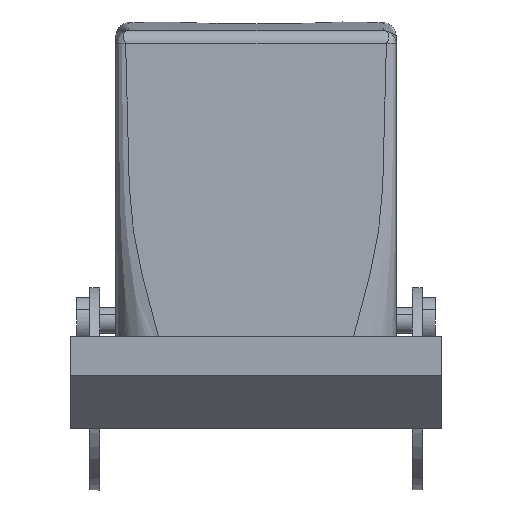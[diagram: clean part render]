
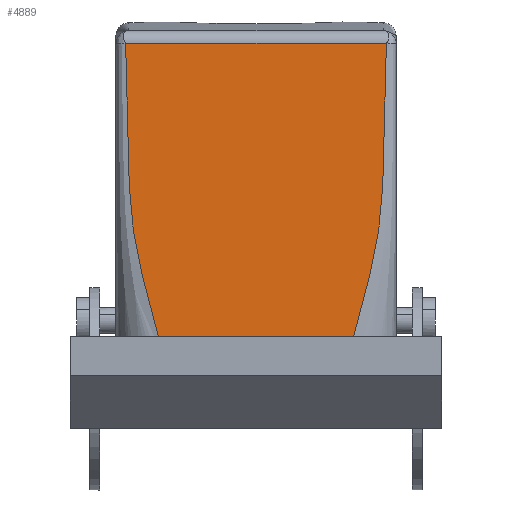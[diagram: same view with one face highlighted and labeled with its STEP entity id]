
A CAD part, front view. The second image highlights one B-rep face of the part: STEP entity #4889.
In plain terms, the highlighted planar face has unit normal (0, -1, 0.013).
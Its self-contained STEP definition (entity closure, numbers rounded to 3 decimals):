
#4864=AXIS2_PLACEMENT_3D('Plane Axis2P3D',#4861,#4862,#4863) ;
#3028=CARTESIAN_POINT('Vertex',(48.501,18.637,68.467)) ;
#3032=CARTESIAN_POINT('Control Point',(48.501,18.637,68.467)) ;
#3033=CARTESIAN_POINT('Control Point',(48.501,18.637,68.45)) ;
#3034=CARTESIAN_POINT('Control Point',(48.501,18.637,68.433)) ;
#3035=CARTESIAN_POINT('Control Point',(48.501,18.636,68.416)) ;
#3036=CARTESIAN_POINT('Control Point',(48.5,18.635,68.318)) ;
#3037=CARTESIAN_POINT('Control Point',(48.499,18.634,68.219)) ;
#3038=CARTESIAN_POINT('Control Point',(48.498,18.631,68.024)) ;
#3039=CARTESIAN_POINT('Control Point',(48.496,18.629,67.838)) ;
#3040=CARTESIAN_POINT('Control Point',(48.494,18.626,67.652)) ;
#3041=CARTESIAN_POINT('Control Point',(48.493,18.625,67.548)) ;
#3042=CARTESIAN_POINT('Control Point',(48.49,18.621,67.234)) ;
#3043=CARTESIAN_POINT('Control Point',(48.487,18.617,66.921)) ;
#3044=CARTESIAN_POINT('Control Point',(48.484,18.614,66.712)) ;
#3045=CARTESIAN_POINT('Control Point',(48.477,18.606,66.086)) ;
#3046=CARTESIAN_POINT('Control Point',(48.469,18.598,65.46)) ;
#3047=CARTESIAN_POINT('Control Point',(48.464,18.592,65.042)) ;
#3048=CARTESIAN_POINT('Control Point',(48.446,18.576,63.79)) ;
#3049=CARTESIAN_POINT('Control Point',(48.425,18.559,62.538)) ;
#3050=CARTESIAN_POINT('Control Point',(48.409,18.549,61.703)) ;
#3051=CARTESIAN_POINT('Control Point',(48.358,18.516,59.201)) ;
#3052=CARTESIAN_POINT('Control Point',(48.295,18.483,56.7)) ;
#3053=CARTESIAN_POINT('Control Point',(48.249,18.461,55.033)) ;
#3054=CARTESIAN_POINT('Control Point',(48.178,18.429,52.6)) ;
#3055=CARTESIAN_POINT('Control Point',(48.094,18.398,50.169)) ;
#3056=CARTESIAN_POINT('Control Point',(48.066,18.388,49.403)) ;
#3057=CARTESIAN_POINT('Control Point',(48.005,18.367,47.871)) ;
#3058=CARTESIAN_POINT('Control Point',(47.933,18.347,46.338)) ;
#3059=CARTESIAN_POINT('Control Point',(47.892,18.337,45.581)) ;
#3060=CARTESIAN_POINT('Control Point',(47.75,18.309,43.441)) ;
#3061=CARTESIAN_POINT('Control Point',(47.53,18.282,41.305)) ;
#3062=CARTESIAN_POINT('Control Point',(47.348,18.264,39.936)) ;
#3063=CARTESIAN_POINT('Control Point',(46.905,18.228,37.206)) ;
#3064=CARTESIAN_POINT('Control Point',(46.324,18.192,34.494)) ;
#3065=CARTESIAN_POINT('Control Point',(46.005,18.175,33.142)) ;
#3066=CARTESIAN_POINT('Control Point',(45.129,18.129,29.66)) ;
#3067=CARTESIAN_POINT('Control Point',(44.174,18.084,26.193)) ;
#3068=CARTESIAN_POINT('Control Point',(43.59,18.056,24.066)) ;
#3069=CARTESIAN_POINT('Control Point',(43.036,18.028,21.934)) ;
#3070=CARTESIAN_POINT('Control Point',(42.5,18.,19.8)) ;
#3071=CARTESIAN_POINT('Vertex',(42.5,18.,19.8)) ;
#3113=CARTESIAN_POINT('Vertex',(14.5,18.,19.8)) ;
#3153=CARTESIAN_POINT('Line Origine',(28.5,18.,19.8)) ;
#4658=CARTESIAN_POINT('Control Point',(8.499,18.637,68.467)) ;
#4659=CARTESIAN_POINT('Control Point',(8.499,18.637,68.45)) ;
#4660=CARTESIAN_POINT('Control Point',(8.499,18.637,68.433)) ;
#4661=CARTESIAN_POINT('Control Point',(8.499,18.636,68.416)) ;
#4662=CARTESIAN_POINT('Control Point',(8.5,18.635,68.318)) ;
#4663=CARTESIAN_POINT('Control Point',(8.501,18.634,68.219)) ;
#4664=CARTESIAN_POINT('Control Point',(8.502,18.631,68.024)) ;
#4665=CARTESIAN_POINT('Control Point',(8.504,18.629,67.838)) ;
#4666=CARTESIAN_POINT('Control Point',(8.506,18.626,67.652)) ;
#4667=CARTESIAN_POINT('Control Point',(8.507,18.625,67.548)) ;
#4668=CARTESIAN_POINT('Control Point',(8.51,18.621,67.234)) ;
#4669=CARTESIAN_POINT('Control Point',(8.513,18.617,66.921)) ;
#4670=CARTESIAN_POINT('Control Point',(8.516,18.614,66.712)) ;
#4671=CARTESIAN_POINT('Control Point',(8.523,18.606,66.086)) ;
#4672=CARTESIAN_POINT('Control Point',(8.531,18.598,65.46)) ;
#4673=CARTESIAN_POINT('Control Point',(8.536,18.592,65.042)) ;
#4674=CARTESIAN_POINT('Control Point',(8.554,18.576,63.79)) ;
#4675=CARTESIAN_POINT('Control Point',(8.575,18.559,62.538)) ;
#4676=CARTESIAN_POINT('Control Point',(8.591,18.549,61.703)) ;
#4677=CARTESIAN_POINT('Control Point',(8.642,18.516,59.201)) ;
#4678=CARTESIAN_POINT('Control Point',(8.705,18.483,56.7)) ;
#4679=CARTESIAN_POINT('Control Point',(8.751,18.461,55.033)) ;
#4680=CARTESIAN_POINT('Control Point',(8.822,18.429,52.6)) ;
#4681=CARTESIAN_POINT('Control Point',(8.906,18.398,50.169)) ;
#4682=CARTESIAN_POINT('Control Point',(8.934,18.388,49.403)) ;
#4683=CARTESIAN_POINT('Control Point',(8.995,18.367,47.871)) ;
#4684=CARTESIAN_POINT('Control Point',(9.067,18.347,46.338)) ;
#4685=CARTESIAN_POINT('Control Point',(9.108,18.337,45.581)) ;
#4686=CARTESIAN_POINT('Control Point',(9.25,18.309,43.441)) ;
#4687=CARTESIAN_POINT('Control Point',(9.47,18.282,41.305)) ;
#4688=CARTESIAN_POINT('Control Point',(9.652,18.264,39.936)) ;
#4689=CARTESIAN_POINT('Control Point',(10.095,18.228,37.206)) ;
#4690=CARTESIAN_POINT('Control Point',(10.676,18.192,34.494)) ;
#4691=CARTESIAN_POINT('Control Point',(10.995,18.175,33.142)) ;
#4692=CARTESIAN_POINT('Control Point',(11.871,18.129,29.66)) ;
#4693=CARTESIAN_POINT('Control Point',(12.826,18.084,26.193)) ;
#4694=CARTESIAN_POINT('Control Point',(13.41,18.056,24.066)) ;
#4695=CARTESIAN_POINT('Control Point',(13.964,18.028,21.934)) ;
#4696=CARTESIAN_POINT('Control Point',(14.5,18.,19.8)) ;
#4697=CARTESIAN_POINT('Vertex',(8.499,18.637,68.467)) ;
#4828=CARTESIAN_POINT('Control Point',(48.5,18.638,68.521)) ;
#4829=CARTESIAN_POINT('Control Point',(48.501,18.638,68.51)) ;
#4830=CARTESIAN_POINT('Control Point',(48.502,18.638,68.499)) ;
#4831=CARTESIAN_POINT('Control Point',(48.502,18.637,68.488)) ;
#4832=CARTESIAN_POINT('Control Point',(48.502,18.637,68.478)) ;
#4833=CARTESIAN_POINT('Control Point',(48.501,18.637,68.467)) ;
#4834=CARTESIAN_POINT('Vertex',(48.5,18.638,68.521)) ;
#4861=CARTESIAN_POINT('Axis2P3D Location',(28.5,19.046,99.715)) ;
#4866=CARTESIAN_POINT('Line Origine',(28.5,18.638,68.521)) ;
#4870=CARTESIAN_POINT('Vertex',(8.5,18.638,68.521)) ;
#4874=CARTESIAN_POINT('Control Point',(8.5,18.638,68.521)) ;
#4875=CARTESIAN_POINT('Control Point',(8.499,18.638,68.51)) ;
#4876=CARTESIAN_POINT('Control Point',(8.498,18.638,68.499)) ;
#4877=CARTESIAN_POINT('Control Point',(8.498,18.637,68.488)) ;
#4878=CARTESIAN_POINT('Control Point',(8.498,18.637,68.477)) ;
#4879=CARTESIAN_POINT('Control Point',(8.499,18.637,68.467)) ;
#3154=DIRECTION('Vector Direction',(-1.,0.,0.)) ;
#4862=DIRECTION('Axis2P3D Direction',(0.,-1.,0.013)) ;
#4863=DIRECTION('Axis2P3D XDirection',(-1.,0.,0.)) ;
#4867=DIRECTION('Vector Direction',(1.,0.,0.)) ;
#3155=VECTOR('Line Direction',#3154,1.) ;
#4868=VECTOR('Line Direction',#4867,1.) ;
#4882=ORIENTED_EDGE('',*,*,#3157,.T.) ;
#4883=ORIENTED_EDGE('',*,*,#3073,.T.) ;
#4884=ORIENTED_EDGE('',*,*,#4836,.T.) ;
#4885=ORIENTED_EDGE('',*,*,#4872,.F.) ;
#4886=ORIENTED_EDGE('',*,*,#4880,.F.) ;
#4887=ORIENTED_EDGE('',*,*,#4699,.F.) ;
#4889=ADVANCED_FACE('Housing',(#4888),#4865,.T.) ;
#3031=B_SPLINE_CURVE_WITH_KNOTS('',5,(#3032,#3033,#3034,#3035,#3036,#3037,#3038,#3039,#3040,#3041,#3042,#3043,#3044,#3045,#3046,#3047,#3048,#3049,#3050,#3051,#3052,#3053,#3054,#3055,#3056,#3057,#3058,#3059,#3060,#3061,#3062,#3063,#3064,#3065,#3066,#3067,#3068,#3069,#3070),.UNSPECIFIED.,.F.,.U.,(6,3,3,3,3,3,3,3,3,3,3,3,6),(5.137,5.221,5.629,6.151,7.194,9.28,13.453,21.791,25.623,29.465,36.352,43.24,54.164),.UNSPECIFIED.) ;
#4657=B_SPLINE_CURVE_WITH_KNOTS('',5,(#4658,#4659,#4660,#4661,#4662,#4663,#4664,#4665,#4666,#4667,#4668,#4669,#4670,#4671,#4672,#4673,#4674,#4675,#4676,#4677,#4678,#4679,#4680,#4681,#4682,#4683,#4684,#4685,#4686,#4687,#4688,#4689,#4690,#4691,#4692,#4693,#4694,#4695,#4696),.UNSPECIFIED.,.F.,.U.,(6,3,3,3,3,3,3,3,3,3,3,3,6),(5.137,5.221,5.629,6.151,7.194,9.28,13.453,21.791,25.623,29.465,36.352,43.24,54.164),.UNSPECIFIED.) ;
#4827=B_SPLINE_CURVE_WITH_KNOTS('',5,(#4828,#4829,#4830,#4831,#4832,#4833),.UNSPECIFIED.,.F.,.U.,(6,6),(122.51,122.656),.UNSPECIFIED.) ;
#4873=B_SPLINE_CURVE_WITH_KNOTS('',5,(#4874,#4875,#4876,#4877,#4878,#4879),.UNSPECIFIED.,.F.,.U.,(6,6),(0.,0.077),.UNSPECIFIED.) ;
#3073=EDGE_CURVE('',#3072,#3029,#3031,.F.) ;
#3157=EDGE_CURVE('',#3114,#3072,#3156,.F.) ;
#4699=EDGE_CURVE('',#3114,#4698,#4657,.F.) ;
#4836=EDGE_CURVE('',#3029,#4835,#4827,.F.) ;
#4872=EDGE_CURVE('',#4871,#4835,#4869,.T.) ;
#4880=EDGE_CURVE('',#4698,#4871,#4873,.F.) ;
#4881=EDGE_LOOP('',(#4882,#4883,#4884,#4885,#4886,#4887)) ;
#4888=FACE_OUTER_BOUND('',#4881,.T.) ;
#3156=LINE('Line',#3153,#3155) ;
#4869=LINE('Line',#4866,#4868) ;
#4865=PLANE('',#4864) ;
#3029=VERTEX_POINT('',#3028) ;
#3072=VERTEX_POINT('',#3071) ;
#3114=VERTEX_POINT('',#3113) ;
#4698=VERTEX_POINT('',#4697) ;
#4835=VERTEX_POINT('',#4834) ;
#4871=VERTEX_POINT('',#4870) ;
